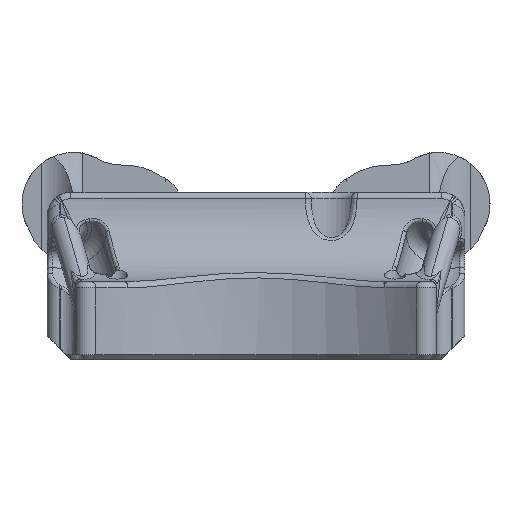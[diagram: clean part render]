
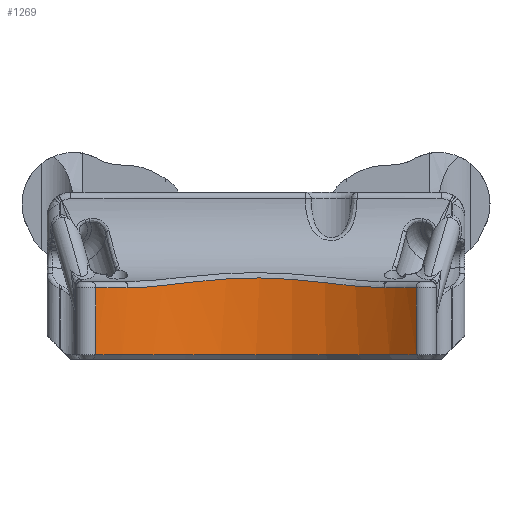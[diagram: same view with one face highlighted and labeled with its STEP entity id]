
A CAD part, front view. The second image highlights one B-rep face of the part: STEP entity #1269.
In plain terms, the highlighted cylindrical face has radius 18.9 mm (diameter 37.8 mm), a partial arc.
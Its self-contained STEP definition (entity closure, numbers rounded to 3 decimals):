
#203 = CARTESIAN_POINT ( 'NONE',  ( 4.697, -33.672, 0.451 ) ) ;
#292 = CARTESIAN_POINT ( 'NONE',  ( -10.718, -36.437, -0.1 ) ) ;
#489 = CARTESIAN_POINT ( 'NONE',  ( 7.392, -34.603, 0.138 ) ) ;
#896 = CARTESIAN_POINT ( 'NONE',  ( 10.718, -36.437, -0.1 ) ) ;
#1269 = ADVANCED_FACE ( 'NONE', ( #3543 ), #12892, .F. ) ;
#1325 = ORIENTED_EDGE ( 'NONE', *, *, #13404, .T. ) ;
#1477 = CARTESIAN_POINT ( 'NONE',  ( -1.91, -33.177, 0.686 ) ) ;
#2220 = ORIENTED_EDGE ( 'NONE', *, *, #12197, .T. ) ;
#2930 = CARTESIAN_POINT ( 'NONE',  ( -13.427, -38.702, -5.7 ) ) ;
#3050 = CARTESIAN_POINT ( 'NONE',  ( 9.926, -35.891, -0.1 ) ) ;
#3253 = VERTEX_POINT ( 'NONE', #896 ) ;
#3543 = FACE_OUTER_BOUND ( 'NONE', #16098, .T. ) ;
#3636 = CARTESIAN_POINT ( 'NONE',  ( 0.955, -33.122, 0.716 ) ) ;
#3696 = VERTEX_POINT ( 'NONE', #2930 ) ;
#3865 = ORIENTED_EDGE ( 'NONE', *, *, #7975, .T. ) ;
#4991 = ORIENTED_EDGE ( 'NONE', *, *, #10442, .T. ) ;
#5096 = CARTESIAN_POINT ( 'NONE',  ( 10.718, -36.437, -0.1 ) ) ;
#5171 = VERTEX_POINT ( 'NONE', #16006 ) ;
#5178 = AXIS2_PLACEMENT_3D ( 'NONE', #11976, #12079, #13445 ) ;
#5387 = ORIENTED_EDGE ( 'NONE', *, *, #8287, .T. ) ;
#5462 = VECTOR ( 'NONE', #9939, 1000. ) ;
#5790 = ORIENTED_EDGE ( 'NONE', *, *, #17188, .F. ) ;
#5941 = VERTEX_POINT ( 'NONE', #17510 ) ;
#6563 = CARTESIAN_POINT ( 'NONE',  ( -7.403, -34.588, 0.131 ) ) ;
#6657 = CARTESIAN_POINT ( 'NONE',  ( -4.701, -33.673, 0.45 ) ) ;
#6761 = CARTESIAN_POINT ( 'NONE',  ( 6.51, -34.254, 0.24 ) ) ;
#7417 = CARTESIAN_POINT ( 'NONE',  ( -13.427, -38.702, 0.4 ) ) ;
#7437 = DIRECTION ( 'NONE',  ( 1., 0., 0. ) ) ;
#7975 = EDGE_CURVE ( 'NONE', #3696, #5171, #8097, .T. ) ;
#8097 = CIRCLE ( 'NONE', #14078, 18.9 ) ;
#8101 = CARTESIAN_POINT ( 'NONE',  ( -3.779, -33.461, 0.548 ) ) ;
#8287 = EDGE_CURVE ( 'NONE', #11905, #3253, #14413, .T. ) ;
#8824 = CIRCLE ( 'NONE', #5178, 18.9 ) ;
#9939 = DIRECTION ( 'NONE',  ( 0., 0., -1. ) ) ;
#9974 = CARTESIAN_POINT ( 'NONE',  ( -6.523, -34.239, 0.241 ) ) ;
#10097 = CARTESIAN_POINT ( 'NONE',  ( 0., -52.004, -5.7 ) ) ;
#10204 = DIRECTION ( 'NONE',  ( -1., 0., 0. ) ) ;
#10442 = EDGE_CURVE ( 'NONE', #5941, #3696, #10653, .T. ) ;
#10576 = CARTESIAN_POINT ( 'NONE',  ( 13.427, -38.702, -0.1 ) ) ;
#10653 = LINE ( 'NONE', #7417, #11473 ) ;
#10943 = CARTESIAN_POINT ( 'NONE',  ( 6.059, -34.095, 0.294 ) ) ;
#11473 = VECTOR ( 'NONE', #15525, 1000. ) ;
#11618 = CARTESIAN_POINT ( 'NONE',  ( 1.904, -33.194, 0.679 ) ) ;
#11905 = VERTEX_POINT ( 'NONE', #10576 ) ;
#11976 = CARTESIAN_POINT ( 'NONE',  ( 0., -52.004, -0.1 ) ) ;
#12079 = DIRECTION ( 'NONE',  ( 0., 0., 1. ) ) ;
#12197 = EDGE_CURVE ( 'NONE', #16695, #5941, #8824, .T. ) ;
#12415 = AXIS2_PLACEMENT_3D ( 'NONE', #17133, #17330, #7437 ) ;
#12884 = CARTESIAN_POINT ( 'NONE',  ( -9.926, -35.891, -0.1 ) ) ;
#12892 = CYLINDRICAL_SURFACE ( 'NONE', #16974, 18.9 ) ;
#13080 = CARTESIAN_POINT ( 'NONE',  ( 2.375, -33.247, 0.652 ) ) ;
#13280 = CARTESIAN_POINT ( 'NONE',  ( 3.776, -33.461, 0.548 ) ) ;
#13404 = EDGE_CURVE ( 'NONE', #3253, #16695, #16392, .T. ) ;
#13445 = DIRECTION ( 'NONE',  ( 1., 0., 0. ) ) ;
#14078 = AXIS2_PLACEMENT_3D ( 'NONE', #10097, #14862, #10204 ) ;
#14413 = CIRCLE ( 'NONE', #12415, 18.9 ) ;
#14438 = CARTESIAN_POINT ( 'NONE',  ( -0.964, -33.104, 0.726 ) ) ;
#14706 = CARTESIAN_POINT ( 'NONE',  ( 13.427, -38.702, 0.4 ) ) ;
#14862 = DIRECTION ( 'NONE',  ( 0., 0., -1. ) ) ;
#15525 = DIRECTION ( 'NONE',  ( 0., 0., -1. ) ) ;
#15723 = CARTESIAN_POINT ( 'NONE',  ( 7.826, -34.793, 0.089 ) ) ;
#16006 = CARTESIAN_POINT ( 'NONE',  ( 13.427, -38.702, -5.7 ) ) ;
#16098 = EDGE_LOOP ( 'NONE', ( #1325, #2220, #4991, #3865, #5790, #5387 ) ) ;
#16219 = CARTESIAN_POINT ( 'NONE',  ( 9.104, -35.414, -0.039 ) ) ;
#16384 = LINE ( 'NONE', #14706, #5462 ) ;
#16392 = B_SPLINE_CURVE_WITH_KNOTS ( 'NONE', 3,
 ( #5096, #3050, #16219, #15723, #489, #6761, #10943, #203, #13280, #13080, #11618, #3636, #19238, #14438, #1477, #8101, #6657, #9974, #6563, #17298, #12884, #19533 ),
 .UNSPECIFIED., .F., .F.,
 ( 4, 2, 2, 2, 2, 2, 2, 2, 2, 2, 4 ),
 ( 0., 0.003, 0.004, 0.006, 0.009, 0.01, 0.011, 0.014, 0.017, 0.02, 0.023 ),
 .UNSPECIFIED. ) ;
#16427 = DIRECTION ( 'NONE',  ( 0., 0., -1. ) ) ;
#16695 = VERTEX_POINT ( 'NONE', #292 ) ;
#16974 = AXIS2_PLACEMENT_3D ( 'NONE', #19340, #16427, #19643 ) ;
#17133 = CARTESIAN_POINT ( 'NONE',  ( 0., -52.004, -0.1 ) ) ;
#17188 = EDGE_CURVE ( 'NONE', #11905, #5171, #16384, .T. ) ;
#17298 = CARTESIAN_POINT ( 'NONE',  ( -9.104, -35.414, -0.039 ) ) ;
#17330 = DIRECTION ( 'NONE',  ( 0., 0., 1. ) ) ;
#17510 = CARTESIAN_POINT ( 'NONE',  ( -13.427, -38.702, -0.1 ) ) ;
#19238 = CARTESIAN_POINT ( 'NONE',  ( 0.475, -33.103, 0.726 ) ) ;
#19340 = CARTESIAN_POINT ( 'NONE',  ( 0., -52.004, 0.4 ) ) ;
#19533 = CARTESIAN_POINT ( 'NONE',  ( -10.718, -36.437, -0.1 ) ) ;
#19643 = DIRECTION ( 'NONE',  ( -1., 0., 0. ) ) ;
